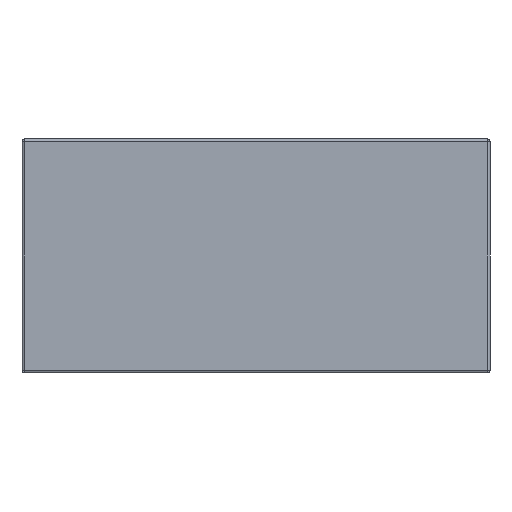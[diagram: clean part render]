
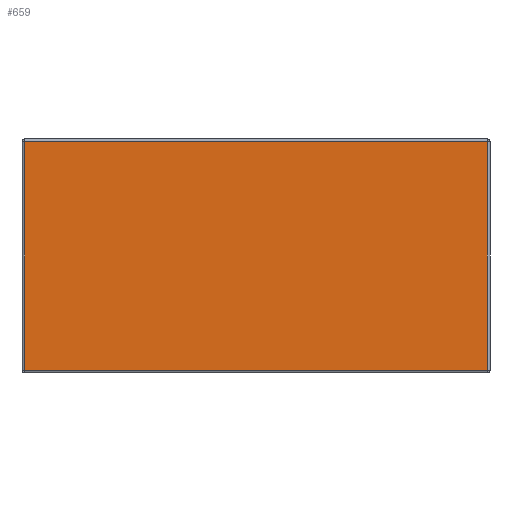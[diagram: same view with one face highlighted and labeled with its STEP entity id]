
A CAD part, front view. The second image highlights one B-rep face of the part: STEP entity #659.
In plain terms, the highlighted planar face has unit normal (0, -1, 0).
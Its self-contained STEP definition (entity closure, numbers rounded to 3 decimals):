
#659 = ADVANCED_FACE( '', ( #1434 ), #1435, .T. );
#1434 = FACE_OUTER_BOUND( '', #7438, .T. );
#1435 = PLANE( '', #7439 );
#7438 = EDGE_LOOP( '', ( #11859, #11860, #11861, #11862 ) );
#7439 = AXIS2_PLACEMENT_3D( '', #11863, #11864, #11865 );
#11859 = ORIENTED_EDGE( '', *, *, #13276, .T. );
#11860 = ORIENTED_EDGE( '', *, *, #13240, .T. );
#11861 = ORIENTED_EDGE( '', *, *, #13296, .T. );
#11862 = ORIENTED_EDGE( '', *, *, #13297, .T. );
#11863 = CARTESIAN_POINT( '', ( 0., 0., 0. ) );
#11864 = DIRECTION( '', ( 0., -1., 0. ) );
#11865 = DIRECTION( '', ( 0., 0., -1. ) );
#13240 = EDGE_CURVE( '', #13721, #13715, #14373, .T. );
#13276 = EDGE_CURVE( '', #13870, #13721, #14418, .T. );
#13296 = EDGE_CURVE( '', #13715, #13943, #14441, .T. );
#13297 = EDGE_CURVE( '', #13943, #13870, #14442, .T. );
#13715 = VERTEX_POINT( '', #15179 );
#13721 = VERTEX_POINT( '', #15187 );
#13870 = VERTEX_POINT( '', #15578 );
#13943 = VERTEX_POINT( '', #15766 );
#14373 = LINE( '', #16984, #16985 );
#14418 = LINE( '', #17145, #17146 );
#14441 = LINE( '', #17182, #17183 );
#14442 = LINE( '', #17184, #17185 );
#15179 = CARTESIAN_POINT( '', ( 301.32, 0., 148.92 ) );
#15187 = CARTESIAN_POINT( '', ( 301.32, 0., -148.92 ) );
#15578 = CARTESIAN_POINT( '', ( -301.32, 0., -148.92 ) );
#15766 = CARTESIAN_POINT( '', ( -301.32, 0., 148.92 ) );
#16984 = CARTESIAN_POINT( '', ( 301.32, 0., -152.4 ) );
#16985 = VECTOR( '', #18285, 1000. );
#17145 = CARTESIAN_POINT( '', ( 301.32, 0., -148.92 ) );
#17146 = VECTOR( '', #18307, 1000. );
#17182 = CARTESIAN_POINT( '', ( -301.32, 0., 148.92 ) );
#17183 = VECTOR( '', #18319, 1000. );
#17184 = CARTESIAN_POINT( '', ( -301.32, 0., 152.4 ) );
#17185 = VECTOR( '', #18320, 1000. );
#18285 = DIRECTION( '', ( 0., 0., 1. ) );
#18307 = DIRECTION( '', ( 1., 0., 0. ) );
#18319 = DIRECTION( '', ( -1., 0., 0. ) );
#18320 = DIRECTION( '', ( 0., 0., -1. ) );
